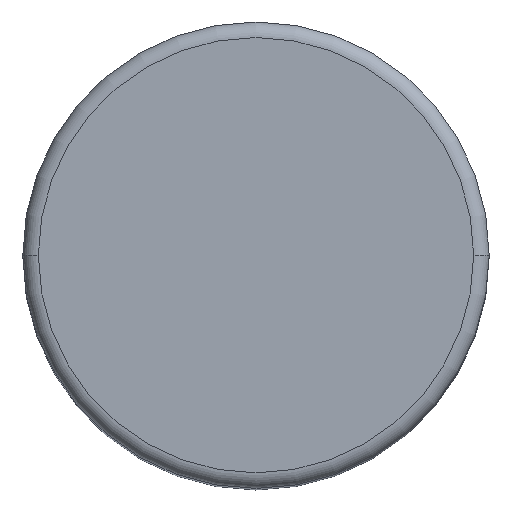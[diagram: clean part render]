
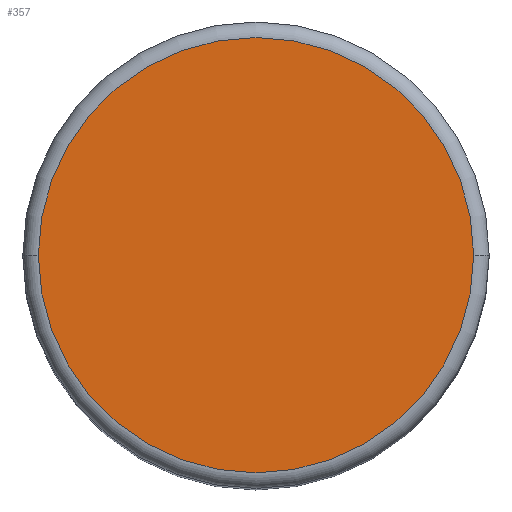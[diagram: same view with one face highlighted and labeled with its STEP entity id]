
A CAD part, top view. The second image highlights one B-rep face of the part: STEP entity #357.
In plain terms, the highlighted planar face has unit normal (0, 0, 1).
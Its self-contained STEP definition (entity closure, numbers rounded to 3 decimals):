
#57=CARTESIAN_POINT('',(0.,0.,0.));
#58=DIRECTION('',(0.,0.,1.));
#59=DIRECTION('',(-1.,0.,0.));
#60=AXIS2_PLACEMENT_3D('',#57,#58,#59);
#66=CARTESIAN_POINT('',(0.,0.,0.));
#67=DIRECTION('',(0.,0.,1.));
#68=DIRECTION('',(1.,0.,0.));
#69=AXIS2_PLACEMENT_3D('',#66,#67,#68);
#330=CARTESIAN_POINT('',(-14.,0.,0.));
#331=CARTESIAN_POINT('',(14.,0.,0.));
#332=VERTEX_POINT('',#330);
#333=VERTEX_POINT('',#331);
#346=CARTESIAN_POINT('',(0.,0.,0.));
#347=DIRECTION('',(0.,0.,1.));
#348=DIRECTION('',(1.,0.,0.));
#349=AXIS2_PLACEMENT_3D('',#346,#347,#348);
#350=PLANE('',#349);
#352=ORIENTED_EDGE('',*,*,#351,.F.);
#354=ORIENTED_EDGE('',*,*,#353,.F.);
#355=EDGE_LOOP('',(#352,#354));
#356=FACE_OUTER_BOUND('',#355,.F.);
#357=ADVANCED_FACE('',(#356),#350,.T.);
#61=CIRCLE('',#60,14.);
#70=CIRCLE('',#69,14.);
#351=EDGE_CURVE('',#332,#333,#61,.T.);
#353=EDGE_CURVE('',#333,#332,#70,.T.);
